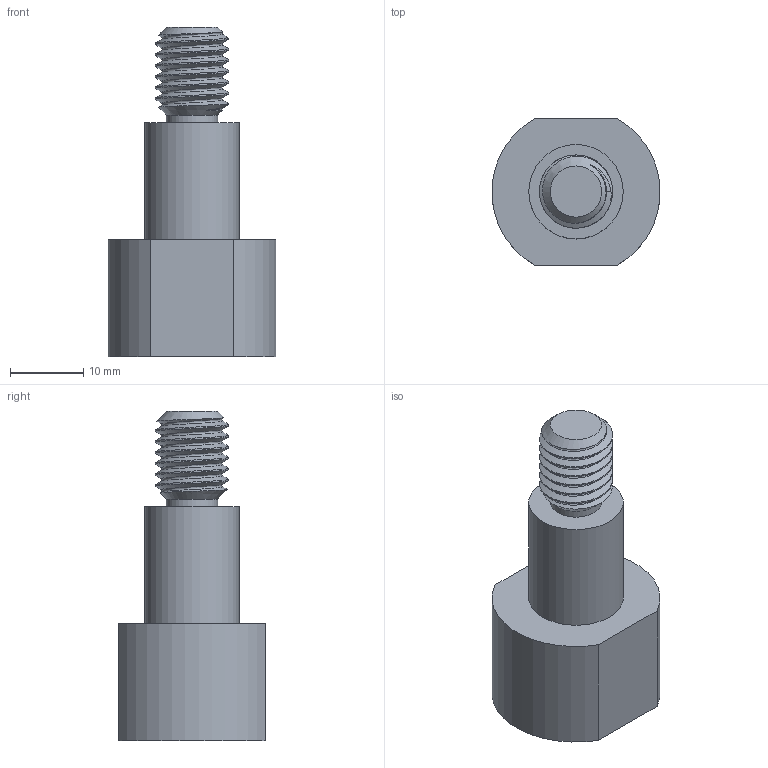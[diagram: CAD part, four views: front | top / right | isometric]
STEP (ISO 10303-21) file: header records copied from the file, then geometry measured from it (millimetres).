
FILE_DESCRIPTION(('FreeCAD Model'),'2;1');
FILE_NAME('Open CASCADE Shape Model','2023-07-07T12:14:51',('Author'),( ''),'Open CASCADE STEP processor 7.5','FreeCAD','Unknown');
FILE_SCHEMA(('AUTOMOTIVE_DESIGN { 1 0 10303 214 1 1 1 1 }'));
Length unit declared in the file: millimetre
Products named in the file (1): Cut
Bounding box: 22.92 x 20 x 45 mm (x, y, z)
Volume: 7754.7 mm3; surface area: 3882.5 mm2
Topology: 1 solids, 1 shells, 83 faces, 189 edges, 110 vertices
Faces by surface type: bspline 51, cylinder 20, plane 7, cone 5
Full cylindrical faces by diameter (mm): 7 x1, 10 x6, 10.234 x7, 12.9 x1
Entity records: 15229 total; most frequent: CARTESIAN_POINT 12191, ORIENTED_EDGE 376, PCURVE 376, DEFINITIONAL_REPRESENTATION 376, B_SPLINE_CURVE_WITH_KNOTS 335, DIRECTION 289, EDGE_CURVE 188, LINE 186
